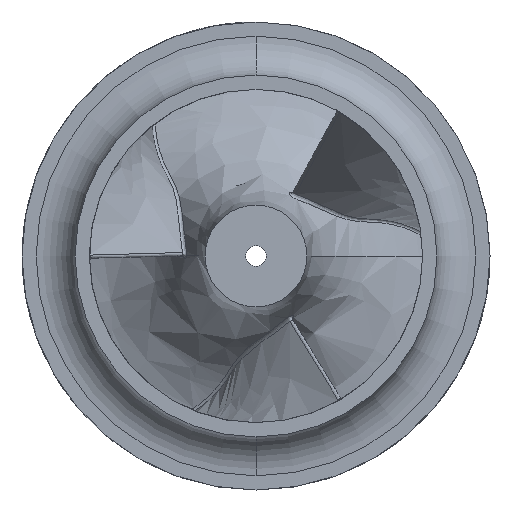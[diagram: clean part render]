
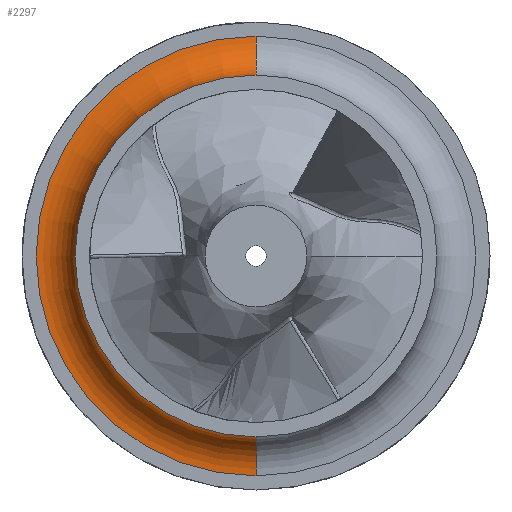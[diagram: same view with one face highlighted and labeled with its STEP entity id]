
A CAD part, front view. The second image highlights one B-rep face of the part: STEP entity #2297.
In plain terms, the highlighted toroidal (fillet/blend) face has major radius 237.5 mm and minor radius 42 mm.
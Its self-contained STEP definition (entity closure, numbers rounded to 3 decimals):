
#549 = ORIENTED_EDGE ( 'NONE', *, *, #4491, .F. ) ;
#600 = ORIENTED_EDGE ( 'NONE', *, *, #5387, .T. ) ;
#696 = DIRECTION ( 'NONE',  ( 0., 0., -1. ) ) ;
#874 = ORIENTED_EDGE ( 'NONE', *, *, #3781, .T. ) ;
#1062 = CIRCLE ( 'NONE', #3246, 42. ) ;
#1067 = CARTESIAN_POINT ( 'NONE',  ( 0., 1., 195.5 ) ) ;
#1148 = EDGE_CURVE ( 'NONE', #8600, #7086, #1062, .T. ) ;
#1259 = CIRCLE ( 'NONE', #9422, 195.5 ) ;
#1448 = DIRECTION ( 'NONE',  ( 0., 0., 1. ) ) ;
#1768 = AXIS2_PLACEMENT_3D ( 'NONE', #6665, #11404, #2877 ) ;
#2297 = ADVANCED_FACE ( 'NONE', ( #2510 ), #2436, .F. ) ;
#2436 = TOROIDAL_SURFACE ( 'NONE', #7400, 237.5, 42. ) ;
#2510 = FACE_OUTER_BOUND ( 'NONE', #8050, .T. ) ;
#2513 = DIRECTION ( 'NONE',  ( -1., 0., 0. ) ) ;
#2877 = DIRECTION ( 'NONE',  ( 0., 0., -1. ) ) ;
#3099 = VERTEX_POINT ( 'NONE', #6432 ) ;
#3246 = AXIS2_PLACEMENT_3D ( 'NONE', #8051, #2513, #1448 ) ;
#3781 = EDGE_CURVE ( 'NONE', #10145, #3099, #3893, .T. ) ;
#3893 = CIRCLE ( 'NONE', #6674, 42. ) ;
#4491 = EDGE_CURVE ( 'NONE', #10145, #8600, #1259, .T. ) ;
#4745 = CIRCLE ( 'NONE', #1768, 237.5 ) ;
#5387 = EDGE_CURVE ( 'NONE', #3099, #7086, #4745, .T. ) ;
#6302 = DIRECTION ( 'NONE',  ( 0., -1., 0. ) ) ;
#6362 = CARTESIAN_POINT ( 'NONE',  ( 0., 1., 0. ) ) ;
#6432 = CARTESIAN_POINT ( 'NONE',  ( 0., 43., 237.5 ) ) ;
#6665 = CARTESIAN_POINT ( 'NONE',  ( 0., 43., 0. ) ) ;
#6674 = AXIS2_PLACEMENT_3D ( 'NONE', #11053, #10301, #12237 ) ;
#7086 = VERTEX_POINT ( 'NONE', #8473 ) ;
#7400 = AXIS2_PLACEMENT_3D ( 'NONE', #9227, #6302, #696 ) ;
#7996 = CARTESIAN_POINT ( 'NONE',  ( 0., 1., -195.5 ) ) ;
#8050 = EDGE_LOOP ( 'NONE', ( #549, #874, #600, #8206 ) ) ;
#8051 = CARTESIAN_POINT ( 'NONE',  ( 0., 1., -237.5 ) ) ;
#8206 = ORIENTED_EDGE ( 'NONE', *, *, #1148, .F. ) ;
#8473 = CARTESIAN_POINT ( 'NONE',  ( 0., 43., -237.5 ) ) ;
#8600 = VERTEX_POINT ( 'NONE', #7996 ) ;
#9227 = CARTESIAN_POINT ( 'NONE',  ( 0., 1., 0. ) ) ;
#9422 = AXIS2_PLACEMENT_3D ( 'NONE', #6362, #11038, #11222 ) ;
#10145 = VERTEX_POINT ( 'NONE', #1067 ) ;
#10301 = DIRECTION ( 'NONE',  ( 1., 0., 0. ) ) ;
#11038 = DIRECTION ( 'NONE',  ( 0., -1., 0. ) ) ;
#11053 = CARTESIAN_POINT ( 'NONE',  ( 0., 1., 237.5 ) ) ;
#11222 = DIRECTION ( 'NONE',  ( 0., 0., -1. ) ) ;
#11404 = DIRECTION ( 'NONE',  ( 0., -1., 0. ) ) ;
#12237 = DIRECTION ( 'NONE',  ( 0., 0., -1. ) ) ;
